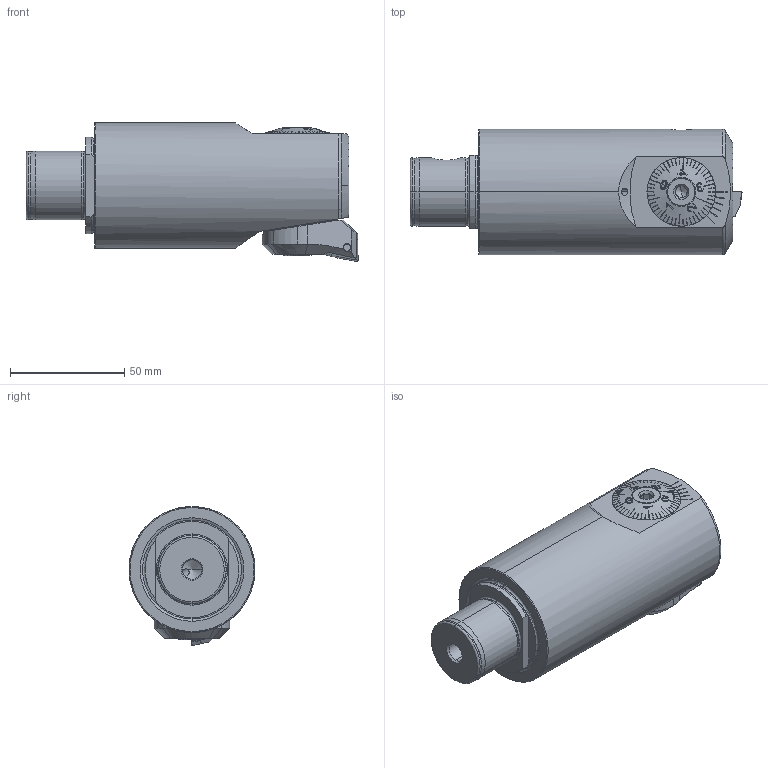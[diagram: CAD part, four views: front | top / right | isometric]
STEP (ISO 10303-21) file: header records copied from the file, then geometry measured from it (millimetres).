
FILE_DESCRIPTION (( 'STEP AP203' ), '1' );
FILE_NAME ('MB5-F55.K21.115.STEP', '2017-12-04T06:52:18', ( 'SWIAdmin' ), ( 'Hewlett-Packard Company' ), 'SwSTEP 2.0', 'SolidWorks 2017', '' );
FILE_SCHEMA (( 'CONFIG_CONTROL_DESIGN' ));
Length unit declared in the file: millimetre
Products named in the file (20): F55-ER1.101.016_A; DIN 3771 - 25x1.5; F55-BG1.011.036_D; MB5-F55.K21.115; F55-BG1.014.036; F55-BG1.012.012_A; A55-BG3.011.033_A_gek〉zt; F55-BG1.011.036; Klebstoff D10; A55-BG2.013.005_C; ISO 4026 - M10 x 8; A55-BG2.012.006_B; F55-WCB.001.013_D_fertigbearbeitet; A55-BG2.011.016_D; CCMT09T304; F55-BG2.014.015_B; MB5-F55.K20.115_C; F55-WCB.001.013; F55-BG2.015.015_B; WCB-ER2.001.009_A
Assembly tree (20 placements, depth 4):
  MB5-F55.K21.115
    MB5-F55.K20.115_C
    WCB-ER2.001.009_A
    F55-BG1.014.036
      F55-BG1.011.036
        F55-BG1.011.036_D
        F55-BG1.012.012_A
      A55-BG2.013.005_C
      A55-BG2.012.006_B
      F55-BG2.015.015_B
        A55-BG2.011.016_D
        F55-BG2.014.015_B
      DIN 3771 - 25x1.5
    A55-BG3.011.033_A_gek〉zt
    Klebstoff D10
    ISO 4026 - M10 x 8
    F55-WCB.001.013
      F55-WCB.001.013_D_fertigbearbeitet
      CCMT09T304
      WCB-ER2.001.009_A
    F55-ER1.101.016_A
Bounding box: 145 x 55 x 60.65 mm (x, y, z)
Volume: 268966.8 mm3; surface area: 54279.6 mm2
Topology: 18 solids, 18 shells, 872 faces, 2236 edges, 1400 vertices
Faces by surface type: plane 343, cone 218, cylinder 175, torus 85, bspline 47, sphere 4
Entity records: 30762 total; most frequent: CARTESIAN_POINT 9385, ORIENTED_EDGE 4244, DIRECTION 3746, EDGE_CURVE 2122, AXIS2_PLACEMENT_3D 1473, VERTEX_POINT 1340, EDGE_LOOP 882, ADVANCED_FACE 833
